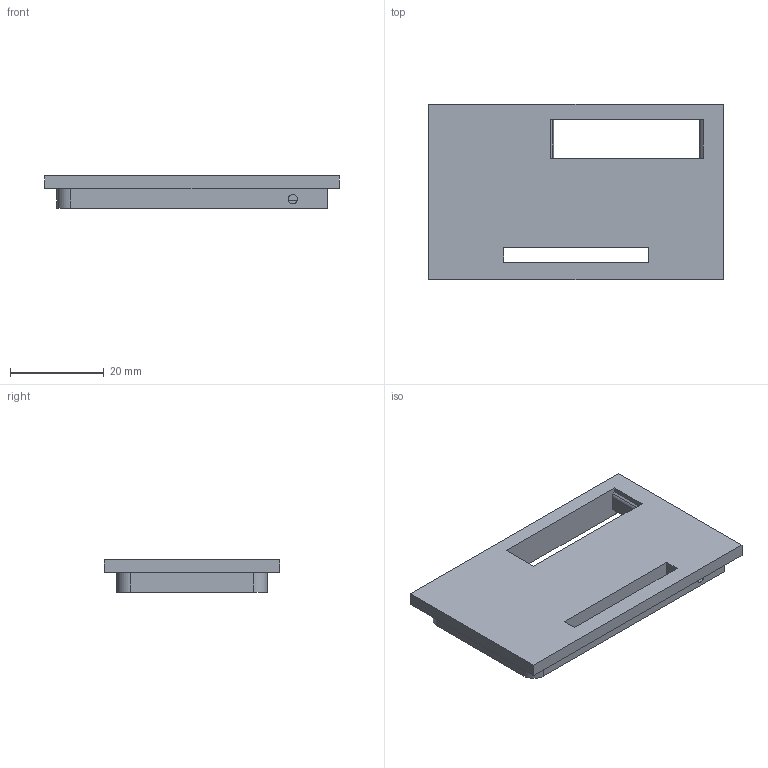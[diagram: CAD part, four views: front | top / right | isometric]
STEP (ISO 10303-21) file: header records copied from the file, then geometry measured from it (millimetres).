
FILE_DESCRIPTION(/* description */ (''),/* implementation_level */ '2;1');
FILE_NAME(/* name */ 'RX_ToughLID11.step',/* time_stamp */ '2025-08-22T08:11:59+01:00',/* author */ (''),/* organization */ (''),/* preprocessor_version */ 'ST-DEVELOPER v20.1',/* originating_system */ 'Autodesk Translation Framework v14.10.0.0',/* authorisation */ '');
FILE_SCHEMA (('AUTOMOTIVE_DESIGN { 1 0 10303 214 3 1 1 }'));
Length unit declared in the file: millimetre
Products named in the file (1): RX_Tough
Bounding box: 62.9 x 37.4 x 6.95 mm (x, y, z)
Volume: 6848.3 mm3; surface area: 6649.8 mm2
Topology: 1 solids, 1 shells, 68 faces, 195 edges, 129 vertices
Faces by surface type: plane 49, cylinder 13, bspline 6
Full cylindrical faces by diameter (mm): 2 x2
Entity records: 2482 total; most frequent: CARTESIAN_POINT 658, ORIENTED_EDGE 390, DIRECTION 338, EDGE_CURVE 195, LINE 152, VECTOR 152, VERTEX_POINT 129, AXIS2_PLACEMENT_3D 93
